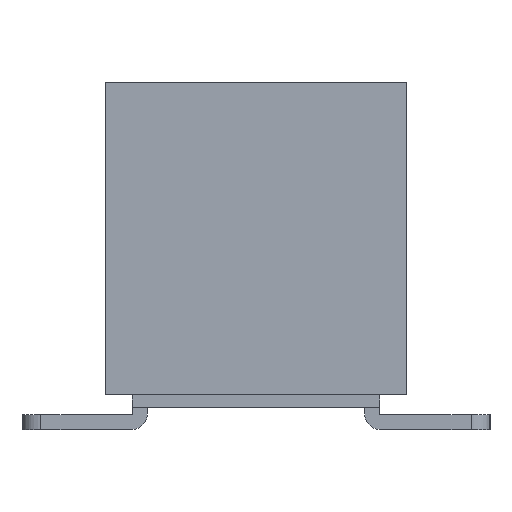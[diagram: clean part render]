
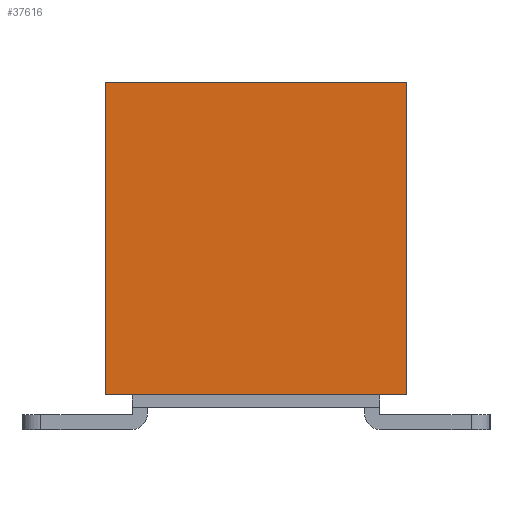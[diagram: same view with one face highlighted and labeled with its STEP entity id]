
A CAD part, front view. The second image highlights one B-rep face of the part: STEP entity #37616.
In plain terms, the highlighted face is planar.
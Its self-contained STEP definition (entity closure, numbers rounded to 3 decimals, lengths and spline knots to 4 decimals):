
#4884=LINE('',#64052,#8988);
#4888=LINE('',#64061,#8992);
#4894=LINE('',#64073,#8998);
#4895=LINE('',#64074,#8999);
#8988=VECTOR('',#51134,1000.);
#8992=VECTOR('',#51140,1000.);
#8998=VECTOR('',#51150,1000.);
#8999=VECTOR('',#51151,1000.);
#19481=ORIENTED_EDGE('',*,*,#25404,.F.);
#19482=ORIENTED_EDGE('',*,*,#25414,.F.);
#19483=ORIENTED_EDGE('',*,*,#25408,.T.);
#19484=ORIENTED_EDGE('',*,*,#25415,.T.);
#25404=EDGE_CURVE('',#29000,#29001,#4884,.T.);
#25408=EDGE_CURVE('',#29004,#29005,#4888,.T.);
#25414=EDGE_CURVE('',#29004,#29000,#4894,.T.);
#25415=EDGE_CURVE('',#29005,#29001,#4895,.T.);
#29000=VERTEX_POINT('',#64053);
#29001=VERTEX_POINT('',#64054);
#29004=VERTEX_POINT('',#64062);
#29005=VERTEX_POINT('',#64063);
#32109=EDGE_LOOP('',(#19481,#19482,#19483,#19484));
#34185=FACE_BOUND('',#32109,.T.);
#35589=PLANE('',#40979);
#37616=ADVANCED_FACE('',(#34185),#35589,.T.);
#40979=AXIS2_PLACEMENT_3D('',#64072,#51148,#51149);
#51134=DIRECTION('',(0.,0.,1.));
#51140=DIRECTION('',(0.,0.,1.));
#51148=DIRECTION('',(-1.,0.,0.));
#51149=DIRECTION('',(0.,0.,1.));
#51150=DIRECTION('',(0.,1.,0.));
#51151=DIRECTION('',(0.,1.,0.));
#64052=CARTESIAN_POINT('',(-12.25,2.,-2.07));
#64053=CARTESIAN_POINT('',(-12.25,2.,-2.07));
#64054=CARTESIAN_POINT('',(-12.25,2.,2.07));
#64061=CARTESIAN_POINT('',(-12.25,-2.,-2.07));
#64062=CARTESIAN_POINT('',(-12.25,-2.,-2.07));
#64063=CARTESIAN_POINT('',(-12.25,-2.,2.07));
#64072=CARTESIAN_POINT('',(-12.25,-2.,-2.07));
#64073=CARTESIAN_POINT('',(-12.25,-2.,-2.07));
#64074=CARTESIAN_POINT('',(-12.25,-2.,2.07));
